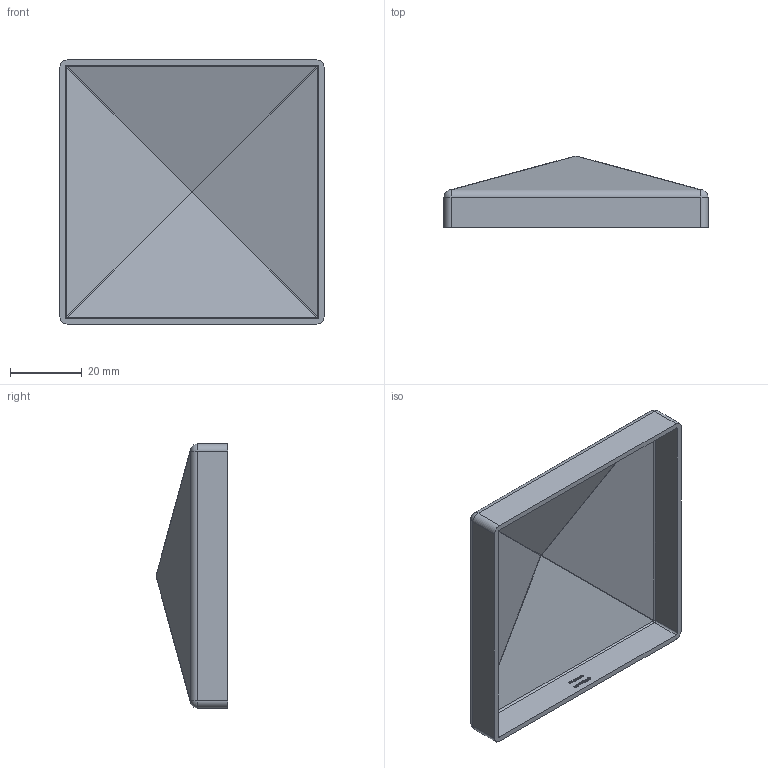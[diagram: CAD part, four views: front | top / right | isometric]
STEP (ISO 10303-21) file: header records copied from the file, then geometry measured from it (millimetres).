
FILE_DESCRIPTION (( 'STEP AP203' ), '1' );
FILE_NAME ('165-70V2AG.STEP', '2021-10-21T12:03:28', ( '' ), ( '' ), 'SwSTEP 2.0', 'SolidWorks 2018', '' );
FILE_SCHEMA (( 'CONFIG_CONTROL_DESIGN' ));
Length unit declared in the file: millimetre
Products named in the file (2): 165-70V2AG
Bounding box: 73.5 x 19.93 x 73.5 mm (x, y, z)
Volume: 11978.2 mm3; surface area: 16410.8 mm2
Topology: 1 solids, 1 shells, 271 faces, 694 edges, 449 vertices
Faces by surface type: plane 148, bspline 90, cylinder 24, sphere 9
Entity records: 13193 total; most frequent: CARTESIAN_POINT 7075, ORIENTED_EDGE 1384, DIRECTION 920, EDGE_CURVE 692, LINE 466, VECTOR 466, VERTEX_POINT 448, EDGE_LOOP 296
